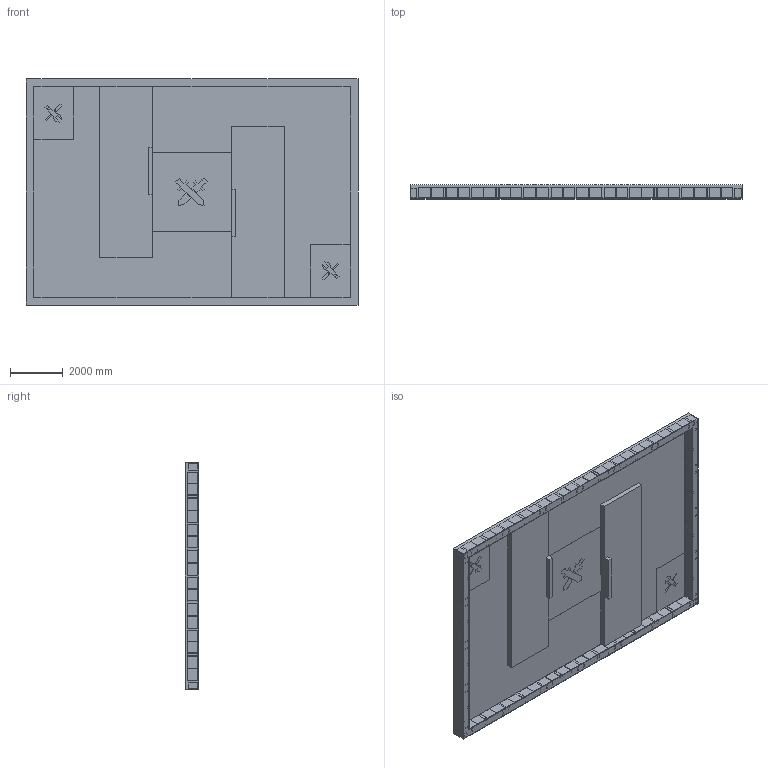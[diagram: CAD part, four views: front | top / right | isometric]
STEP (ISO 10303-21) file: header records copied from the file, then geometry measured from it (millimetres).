
FILE_DESCRIPTION((''),'2;1');
FILE_NAME('00-2025RMUL0001_ASM111','2025-10-21T20:01:28',('zuowei.lin'),(''),'CREO PARAMETRIC BY PTC INC, 2019164','CREO PARAMETRIC BY PTC INC, 2019164','');
FILE_SCHEMA(('CONFIG_CONTROL_DESIGN','SHAPE_APPEARANCE_LAYERS_GROUPS'));
Length unit declared in the file: millimetre
Products named in the file (1): 00-2025RMUL0001_ASM111
Bounding box: 12600 x 520 x 8600 mm (x, y, z)
Volume: 17423443713.6 mm3; surface area: 374436769.5 mm2
Topology: 1 solids, 62 shells, 1106 faces, 2595 edges, 1731 vertices
Faces by surface type: plane 1106
Entity records: 38979 total; most frequent: CARTESIAN_POINT 5433, ORIENTED_EDGE 5135, DIRECTION 4809, VECTOR 2595, LINE 2595, EDGE_CURVE 2595, VERTEX_POINT 1731, EDGE_LOOP 1238
